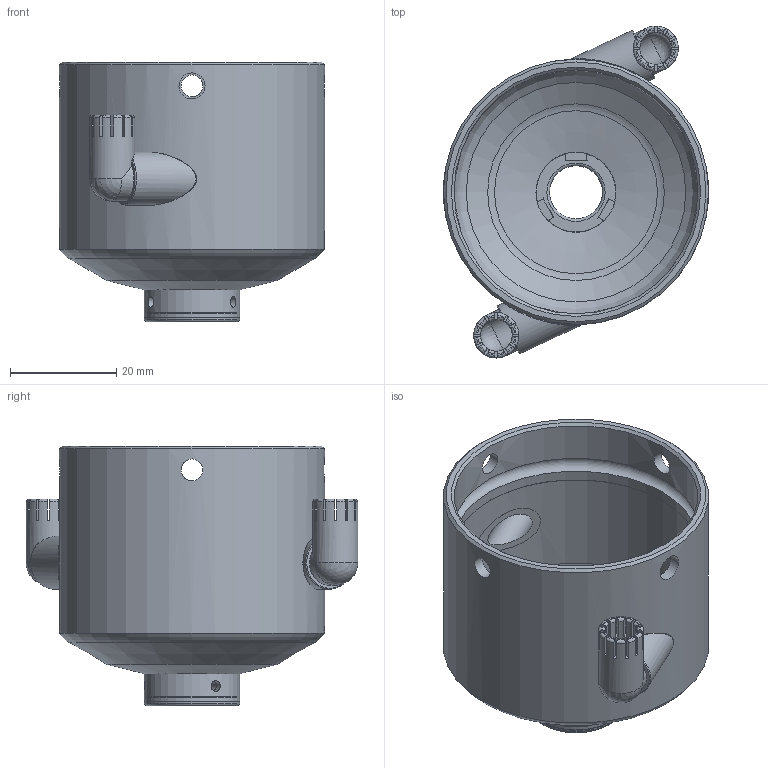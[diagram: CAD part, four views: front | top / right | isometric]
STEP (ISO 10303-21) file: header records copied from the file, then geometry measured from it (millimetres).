
FILE_DESCRIPTION(('STEP AP214'), '1');
FILE_NAME('Ñáîðêà 3_3 âàðèàíò', '', ('UNSPECIFIED'), ('UNSPECIFIED'), 'C3D Converter', 'C3D Toolkit', '');
FILE_SCHEMA(('AUTOMOTIVE_DESIGN { 1 0 10303 214 3 1 1}'));
Length unit declared in the file: millimetre
Assembly tree (5 placements, depth 2):
  (unnamed)
    (unnamed)
    (unnamed)
    (unnamed)
    (unnamed)  x2
Bounding box: 50 x 62.6 x 49 mm (x, y, z)
Volume: 14804.3 mm3; surface area: 19059.5 mm2
Topology: 5 solids, 5 shells, 251 faces, 709 edges, 466 vertices
Faces by surface type: plane 112, torus 61, cylinder 42, bspline 26, cone 6, sphere 4
Full cylindrical faces by diameter (mm): 2.013 x6, 4.134 x3, 4.917 x1, 6 x4, 8.5 x6, 10 x3, 15 x2, 18 x3, 46 x2, 46.4 x1, 50 x1
Entity records: 10838 total; most frequent: CARTESIAN_POINT 6700, ORIENTED_EDGE 796, DIRECTION 688, EDGE_CURVE 398, VERTEX_POINT 288, AXIS2_PLACEMENT_3D 280, EDGE_LOOP 244, FACE_BOUND 166
